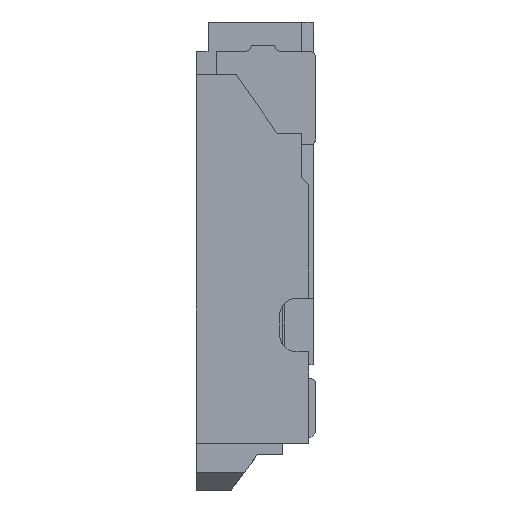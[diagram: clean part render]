
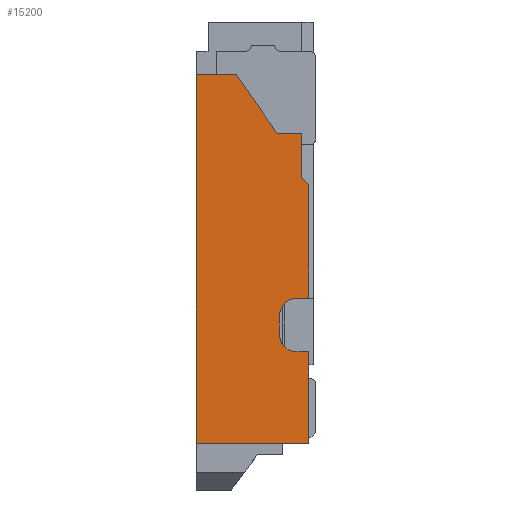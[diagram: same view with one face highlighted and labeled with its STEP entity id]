
A CAD part, left-side view. The second image highlights one B-rep face of the part: STEP entity #15200.
In plain terms, the highlighted planar face has unit normal (-1, 0, 0).
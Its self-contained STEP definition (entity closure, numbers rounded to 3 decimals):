
#141 = VERTEX_POINT ( 'NONE', #16539 ) ;
#720 = DIRECTION ( 'NONE',  ( 0., 0.707, 0.707 ) ) ;
#813 = EDGE_CURVE ( 'NONE', #20930, #4323, #14012, .T. ) ;
#886 = DIRECTION ( 'NONE',  ( 0., -1., 0. ) ) ;
#892 = EDGE_CURVE ( 'NONE', #17769, #20930, #11798, .T. ) ;
#903 = VECTOR ( 'NONE', #12277, 1000. ) ;
#915 = LINE ( 'NONE', #4724, #19474 ) ;
#1070 = CARTESIAN_POINT ( 'NONE',  ( -3.85, 0.12, 0.85 ) ) ;
#1096 = DIRECTION ( 'NONE',  ( 0., -1., 0. ) ) ;
#1121 = CARTESIAN_POINT ( 'NONE',  ( -3.85, 1.02, -1.8 ) ) ;
#1151 = DIRECTION ( 'NONE',  ( 0., 0., 1. ) ) ;
#1213 = EDGE_CURVE ( 'NONE', #14478, #6327, #13859, .T. ) ;
#1532 = LINE ( 'NONE', #7420, #2813 ) ;
#1674 = CARTESIAN_POINT ( 'NONE',  ( -3.85, 0.06, -1.02 ) ) ;
#1883 = VECTOR ( 'NONE', #12129, 1000. ) ;
#1905 = VECTOR ( 'NONE', #7620, 1000. ) ;
#2001 = EDGE_CURVE ( 'NONE', #12737, #12884, #10764, .T. ) ;
#2063 = CARTESIAN_POINT ( 'NONE',  ( -3.85, 0.31, -0.87 ) ) ;
#2175 = CARTESIAN_POINT ( 'NONE',  ( -3.85, 0.31, -0.71 ) ) ;
#2355 = ORIENTED_EDGE ( 'NONE', *, *, #1213, .T. ) ;
#2372 = CARTESIAN_POINT ( 'NONE',  ( -3.85, 0.68, 1.35 ) ) ;
#2471 = DIRECTION ( 'NONE',  ( 0., 0., 1. ) ) ;
#2559 = CARTESIAN_POINT ( 'NONE',  ( -3.85, 0.12, 0.47 ) ) ;
#2813 = VECTOR ( 'NONE', #22576, 1000. ) ;
#3048 = ORIENTED_EDGE ( 'NONE', *, *, #7792, .T. ) ;
#3211 = VECTOR ( 'NONE', #22448, 1000. ) ;
#3334 = CARTESIAN_POINT ( 'NONE',  ( -3.85, 0.16, -0.56 ) ) ;
#3419 = CIRCLE ( 'NONE', #10482, 0.15 ) ;
#3474 = DIRECTION ( 'NONE',  ( 0., 0., 1. ) ) ;
#4197 = ORIENTED_EDGE ( 'NONE', *, *, #21635, .T. ) ;
#4323 = VERTEX_POINT ( 'NONE', #12517 ) ;
#4509 = CARTESIAN_POINT ( 'NONE',  ( -3.85, 1.02, -1.8 ) ) ;
#4553 = ORIENTED_EDGE ( 'NONE', *, *, #16452, .T. ) ;
#4626 = CARTESIAN_POINT ( 'NONE',  ( -3.85, 0.16, -1.02 ) ) ;
#4724 = CARTESIAN_POINT ( 'NONE',  ( -3.85, 0.06, 0.41 ) ) ;
#4815 = LINE ( 'NONE', #1121, #10027 ) ;
#5044 = PLANE ( 'NONE',  #22787 ) ;
#5072 = ORIENTED_EDGE ( 'NONE', *, *, #11953, .T. ) ;
#5116 = DIRECTION ( 'NONE',  ( 0., 0., 1. ) ) ;
#5377 = ORIENTED_EDGE ( 'NONE', *, *, #10022, .T. ) ;
#5427 = EDGE_CURVE ( 'NONE', #20278, #12737, #23774, .T. ) ;
#5483 = CARTESIAN_POINT ( 'NONE',  ( -3.85, 0.31, -0.71 ) ) ;
#5618 = VECTOR ( 'NONE', #2471, 1000. ) ;
#5914 = LINE ( 'NONE', #18974, #1905 ) ;
#6327 = VERTEX_POINT ( 'NONE', #11609 ) ;
#6468 = VECTOR ( 'NONE', #5116, 1000. ) ;
#6608 = LINE ( 'NONE', #1070, #1883 ) ;
#6663 = CARTESIAN_POINT ( 'NONE',  ( -3.85, 1.02, 1.35 ) ) ;
#6723 = DIRECTION ( 'NONE',  ( 0., 0., 1. ) ) ;
#7017 = DIRECTION ( 'NONE',  ( 1., 0., 0. ) ) ;
#7284 = CARTESIAN_POINT ( 'NONE',  ( -3.85, 0.16, -0.87 ) ) ;
#7420 = CARTESIAN_POINT ( 'NONE',  ( -3.85, 0.16, -1.02 ) ) ;
#7620 = DIRECTION ( 'NONE',  ( 0., 1., 0. ) ) ;
#7792 = EDGE_CURVE ( 'NONE', #141, #14015, #20386, .T. ) ;
#7860 = VERTEX_POINT ( 'NONE', #16195 ) ;
#7936 = VERTEX_POINT ( 'NONE', #15316 ) ;
#8423 = VERTEX_POINT ( 'NONE', #20940 ) ;
#8463 = CARTESIAN_POINT ( 'NONE',  ( -3.85, 1.02, 1.35 ) ) ;
#8741 = VECTOR ( 'NONE', #720, 1000. ) ;
#9190 = EDGE_CURVE ( 'NONE', #7936, #14478, #915, .T. ) ;
#9631 = CARTESIAN_POINT ( 'NONE',  ( -3.85, 0.06, 0.41 ) ) ;
#9934 = ORIENTED_EDGE ( 'NONE', *, *, #813, .F. ) ;
#10022 = EDGE_CURVE ( 'NONE', #22885, #7936, #16227, .T. ) ;
#10027 = VECTOR ( 'NONE', #886, 1000. ) ;
#10482 = AXIS2_PLACEMENT_3D ( 'NONE', #17234, #20811, #20938 ) ;
#10764 = LINE ( 'NONE', #5483, #6468 ) ;
#10942 = DIRECTION ( 'NONE',  ( 0., 0., -1. ) ) ;
#11595 = VECTOR ( 'NONE', #6723, 1000. ) ;
#11609 = CARTESIAN_POINT ( 'NONE',  ( -3.85, 0.12, 0.47 ) ) ;
#11798 = LINE ( 'NONE', #19346, #5618 ) ;
#11953 = EDGE_CURVE ( 'NONE', #14015, #20278, #1532, .T. ) ;
#12129 = DIRECTION ( 'NONE',  ( 0., 0., 1. ) ) ;
#12277 = DIRECTION ( 'NONE',  ( 0., -1., 0. ) ) ;
#12517 = CARTESIAN_POINT ( 'NONE',  ( -3.85, 0.68, 1.35 ) ) ;
#12737 = VERTEX_POINT ( 'NONE', #2063 ) ;
#12884 = VERTEX_POINT ( 'NONE', #2175 ) ;
#13526 = AXIS2_PLACEMENT_3D ( 'NONE', #7284, #22444, #3474 ) ;
#13541 = LINE ( 'NONE', #2372, #3211 ) ;
#13859 = LINE ( 'NONE', #2559, #8741 ) ;
#14012 = LINE ( 'NONE', #8463, #903 ) ;
#14015 = VERTEX_POINT ( 'NONE', #14263 ) ;
#14110 = EDGE_LOOP ( 'NONE', ( #3048, #5072, #21816, #14140, #21952, #5377, #18149, #2355, #14671, #4553, #23806, #9934, #16116, #4197 ) ) ;
#14140 = ORIENTED_EDGE ( 'NONE', *, *, #2001, .T. ) ;
#14263 = CARTESIAN_POINT ( 'NONE',  ( -3.85, 0.06, -1.02 ) ) ;
#14478 = VERTEX_POINT ( 'NONE', #9631 ) ;
#14671 = ORIENTED_EDGE ( 'NONE', *, *, #23678, .T. ) ;
#14874 = VECTOR ( 'NONE', #1096, 1000. ) ;
#15200 = ADVANCED_FACE ( 'NONE', ( #23761 ), #5044, .F. ) ;
#15316 = CARTESIAN_POINT ( 'NONE',  ( -3.85, 0.06, -0.56 ) ) ;
#16116 = ORIENTED_EDGE ( 'NONE', *, *, #892, .F. ) ;
#16195 = CARTESIAN_POINT ( 'NONE',  ( -3.85, 0.12, 0.85 ) ) ;
#16227 = LINE ( 'NONE', #18080, #14874 ) ;
#16452 = EDGE_CURVE ( 'NONE', #7860, #8423, #5914, .T. ) ;
#16539 = CARTESIAN_POINT ( 'NONE',  ( -3.85, 0.06, -1.8 ) ) ;
#17234 = CARTESIAN_POINT ( 'NONE',  ( -3.85, 0.16, -0.71 ) ) ;
#17769 = VERTEX_POINT ( 'NONE', #4509 ) ;
#18080 = CARTESIAN_POINT ( 'NONE',  ( -3.85, 0.06, -0.56 ) ) ;
#18149 = ORIENTED_EDGE ( 'NONE', *, *, #9190, .T. ) ;
#18974 = CARTESIAN_POINT ( 'NONE',  ( -3.85, 0.33, 0.85 ) ) ;
#19346 = CARTESIAN_POINT ( 'NONE',  ( -3.85, 1.02, 1.35 ) ) ;
#19474 = VECTOR ( 'NONE', #1151, 1000. ) ;
#19505 = EDGE_CURVE ( 'NONE', #8423, #4323, #13541, .T. ) ;
#20278 = VERTEX_POINT ( 'NONE', #4626 ) ;
#20386 = LINE ( 'NONE', #1674, #11595 ) ;
#20811 = DIRECTION ( 'NONE',  ( 1., 0., 0. ) ) ;
#20930 = VERTEX_POINT ( 'NONE', #24308 ) ;
#20938 = DIRECTION ( 'NONE',  ( 0., 0., 1. ) ) ;
#20940 = CARTESIAN_POINT ( 'NONE',  ( -3.85, 0.33, 0.85 ) ) ;
#21635 = EDGE_CURVE ( 'NONE', #17769, #141, #4815, .T. ) ;
#21816 = ORIENTED_EDGE ( 'NONE', *, *, #5427, .T. ) ;
#21952 = ORIENTED_EDGE ( 'NONE', *, *, #23039, .T. ) ;
#22444 = DIRECTION ( 'NONE',  ( 1., 0., 0. ) ) ;
#22448 = DIRECTION ( 'NONE',  ( 0., 0.574, 0.819 ) ) ;
#22576 = DIRECTION ( 'NONE',  ( 0., 1., 0. ) ) ;
#22787 = AXIS2_PLACEMENT_3D ( 'NONE', #6663, #7017, #10942 ) ;
#22885 = VERTEX_POINT ( 'NONE', #3334 ) ;
#23039 = EDGE_CURVE ( 'NONE', #12884, #22885, #3419, .T. ) ;
#23678 = EDGE_CURVE ( 'NONE', #6327, #7860, #6608, .T. ) ;
#23761 = FACE_OUTER_BOUND ( 'NONE', #14110, .T. ) ;
#23774 = CIRCLE ( 'NONE', #13526, 0.15 ) ;
#23806 = ORIENTED_EDGE ( 'NONE', *, *, #19505, .T. ) ;
#24308 = CARTESIAN_POINT ( 'NONE',  ( -3.85, 1.02, 1.35 ) ) ;
